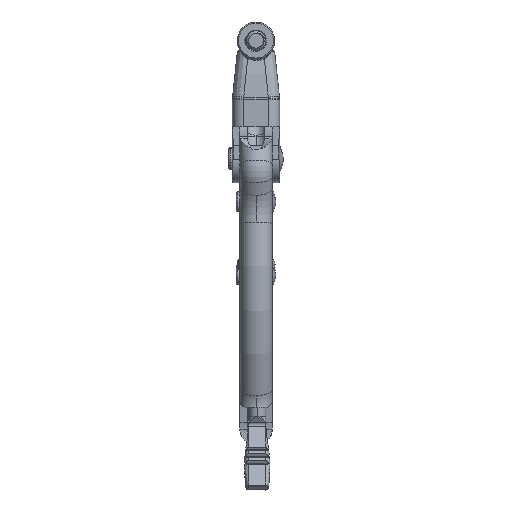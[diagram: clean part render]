
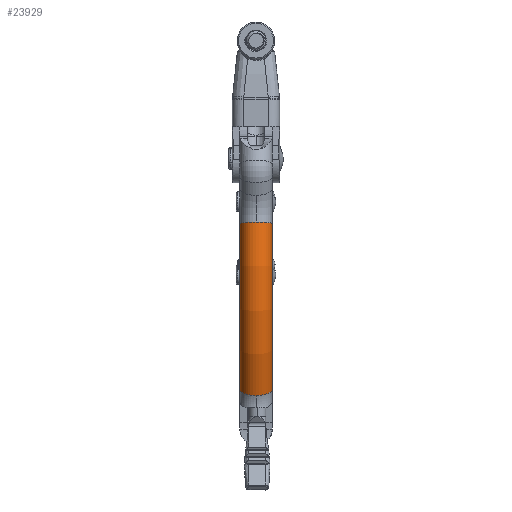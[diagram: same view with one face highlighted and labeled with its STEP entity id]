
A CAD part, front view. The second image highlights one B-rep face of the part: STEP entity #23929.
In plain terms, the highlighted toroidal (fillet/blend) face has major radius 123.5 mm and minor radius 6.5 mm.
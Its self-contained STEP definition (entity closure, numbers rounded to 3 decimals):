
#6243 = CARTESIAN_POINT ( 'NONE',  ( 0., 15.168, -63.806 ) ) ;
#6244 = DIRECTION ( 'NONE',  ( 0., 0.91, 0.415 ) ) ;
#6245 = DIRECTION ( 'NONE',  ( 0., 0.415, -0.91 ) ) ;
#6246 = CARTESIAN_POINT ( 'NONE',  ( 6.5, 15.168, -63.806 ) ) ;
#6247 = AXIS2_PLACEMENT_3D ( 'NONE', #6246, #6245, #6244 ) ;
#6248 = CIRCLE ( 'NONE', #6247, 6.5 ) ;
#6249 = CARTESIAN_POINT ( 'NONE',  ( 6.5, 9.255, -66.505 ) ) ;
#6284 = CARTESIAN_POINT ( 'NONE',  ( 0., 4.949, 2.579 ) ) ;
#6285 = CARTESIAN_POINT ( 'NONE',  ( 6.5, -1.502, 3.375 ) ) ;
#6286 = DIRECTION ( 'NONE',  ( 0., 0.992, -0.122 ) ) ;
#6287 = DIRECTION ( 'NONE',  ( 0., -0.122, -0.992 ) ) ;
#6288 = CARTESIAN_POINT ( 'NONE',  ( 6.5, 4.949, 2.579 ) ) ;
#6289 = AXIS2_PLACEMENT_3D ( 'NONE', #6288, #6287, #6286 ) ;
#6295 = CIRCLE ( 'NONE', #6289, 6.5 ) ;
#7459 = DIRECTION ( 'NONE',  ( 0., 0., -1. ) ) ;
#7460 = DIRECTION ( 'NONE',  ( 1., 0., 0. ) ) ;
#7461 = CARTESIAN_POINT ( 'NONE',  ( 0., 127.521, -12.532 ) ) ;
#7462 = AXIS2_PLACEMENT_3D ( 'NONE', #7461, #7460, #7459 ) ;
#7463 = CIRCLE ( 'NONE', #7462, 123.5 ) ;
#7492 = CARTESIAN_POINT ( 'NONE',  ( 13., 15.168, -63.806 ) ) ;
#7493 = DIRECTION ( 'NONE',  ( 0., 0., -1. ) ) ;
#7494 = DIRECTION ( 'NONE',  ( -1., 0., 0. ) ) ;
#7495 = CARTESIAN_POINT ( 'NONE',  ( 13., 127.521, -12.532 ) ) ;
#7496 = AXIS2_PLACEMENT_3D ( 'NONE', #7495, #7494, #7493 ) ;
#7497 = CIRCLE ( 'NONE', #7496, 123.5 ) ;
#7498 = CARTESIAN_POINT ( 'NONE',  ( 13., 4.949, 2.579 ) ) ;
#7505 = TOROIDAL_SURFACE ( 'NONE', #7562, 123.5, 6.5 ) ;
#7506 = FACE_OUTER_BOUND ( 'NONE', #23931, .T. ) ;
#7507 = DIRECTION ( 'NONE',  ( 0., 0.91, 0.415 ) ) ;
#7508 = DIRECTION ( 'NONE',  ( 0., 0.415, -0.91 ) ) ;
#7509 = CARTESIAN_POINT ( 'NONE',  ( 6.5, 15.168, -63.806 ) ) ;
#7510 = AXIS2_PLACEMENT_3D ( 'NONE', #7509, #7508, #7507 ) ;
#7515 = CIRCLE ( 'NONE', #7510, 6.5 ) ;
#7555 = DIRECTION ( 'NONE',  ( 0., 0.992, -0.122 ) ) ;
#7556 = DIRECTION ( 'NONE',  ( 0., -0.122, -0.992 ) ) ;
#7557 = CARTESIAN_POINT ( 'NONE',  ( 6.5, 4.949, 2.579 ) ) ;
#7558 = AXIS2_PLACEMENT_3D ( 'NONE', #7557, #7556, #7555 ) ;
#7559 = DIRECTION ( 'NONE',  ( 0., 0., -1. ) ) ;
#7560 = DIRECTION ( 'NONE',  ( 1., 0., 0. ) ) ;
#7561 = CARTESIAN_POINT ( 'NONE',  ( 6.5, 127.521, -12.532 ) ) ;
#7562 = AXIS2_PLACEMENT_3D ( 'NONE', #7561, #7560, #7559 ) ;
#7563 = CIRCLE ( 'NONE', #7558, 6.5 ) ;
#22910 = VERTEX_POINT ( 'NONE', #6249 ) ;
#22914 = EDGE_CURVE ( 'NONE', #22910, #22915, #6248, .T. ) ;
#22915 = VERTEX_POINT ( 'NONE', #6243 ) ;
#22927 = EDGE_CURVE ( 'NONE', #22928, #22929, #6295, .T. ) ;
#22928 = VERTEX_POINT ( 'NONE', #6285 ) ;
#22929 = VERTEX_POINT ( 'NONE', #6284 ) ;
#23787 = ORIENTED_EDGE ( 'NONE', *, *, #22927, .T. ) ;
#23828 = EDGE_CURVE ( 'NONE', #22929, #22915, #7463, .T. ) ;
#23862 = VERTEX_POINT ( 'NONE', #7498 ) ;
#23864 = EDGE_CURVE ( 'NONE', #23865, #23862, #7497, .T. ) ;
#23865 = VERTEX_POINT ( 'NONE', #7492 ) ;
#23892 = ORIENTED_EDGE ( 'NONE', *, *, #23828, .T. ) ;
#23894 = ORIENTED_EDGE ( 'NONE', *, *, #22914, .F. ) ;
#23896 = ORIENTED_EDGE ( 'NONE', *, *, #23926, .F. ) ;
#23926 = EDGE_CURVE ( 'NONE', #23865, #22910, #7515, .T. ) ;
#23929 = ADVANCED_FACE ( 'NONE', ( #7506 ), #7505, .T. ) ;
#23931 = EDGE_LOOP ( 'NONE', ( #23932, #23933, #23787, #23892, #23894, #23896 ) ) ;
#23932 = ORIENTED_EDGE ( 'NONE', *, *, #23864, .T. ) ;
#23933 = ORIENTED_EDGE ( 'NONE', *, *, #23934, .T. ) ;
#23934 = EDGE_CURVE ( 'NONE', #23862, #22928, #7563, .T. ) ;
